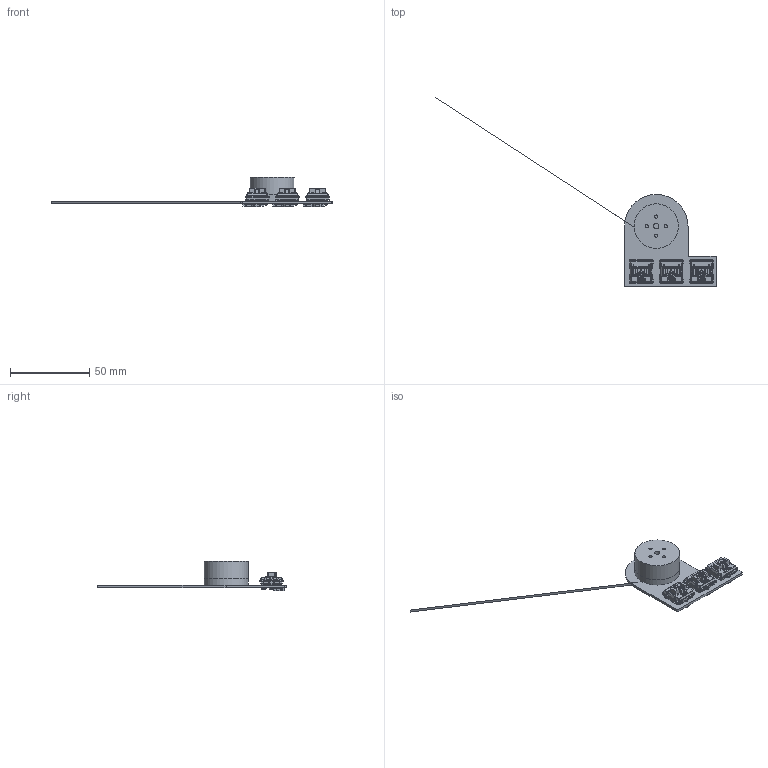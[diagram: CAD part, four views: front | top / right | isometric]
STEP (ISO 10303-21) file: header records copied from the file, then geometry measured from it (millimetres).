
FILE_DESCRIPTION(('KiCad electronic assembly'),'2;1');
FILE_NAME('right-knob-board.step','2026-02-07T23:54:19',('Pcbnew'),( 'Kicad'),'Open CASCADE STEP processor 7.9','KiCad to STEP converter' ,'Unknown');
FILE_SCHEMA(('AUTOMOTIVE_DESIGN { 1 0 10303 214 1 1 1 1 }'));
Length unit declared in the file: millimetre
Products named in the file (27): right-knob-board 1; kailh-choc-black; bottom_stabilizer; contact; pin1; pin2; top_stabilizer; stabilizer; stem_stabilizer; shrunken_spring; kailh-choc-socket; choc_body; contact_a; contact_a1; contact_a2; contact_b; contact001; contact_a001; contact_a003; contact_a004; contact_b001; 2206-100T; Rotor; Stator; sk6812mini-e; right-knob-board_PCB
Assembly tree (32 placements, depth 5):
  right-knob-board 1
    kailh-choc-black  x3
      bottom_stabilizer
      contact
      pin1
      pin2
      top_stabilizer
      stabilizer
      stem_stabilizer
      shrunken_spring
    kailh-choc-socket  x3
      choc_body
      contact
        contact_a
          contact_a1
          contact_a2
        contact_b
      contact001
        contact_a001
          contact_a003
          contact_a004
        contact_b001
    2206-100T
      Rotor
      Stator
    sk6812mini-e  x3
    right-knob-board_PCB
Bounding box: 177 x 119 x 18.5 mm (x, y, z)
Volume: 14606.6 mm3; surface area: 17241.5 mm2
Topology: 63 solids, 64 shells, 4172 faces, 10717 edges, 6720 vertices
Faces by surface type: plane 2473, cylinder 1006, extrusion 192, torus 183, bspline 144, cone 93, sphere 81
Full cylindrical faces by diameter (mm): 0.5 x18, 0.6 x9, 1 x12, 1.7 x3, 1.702 x6, 1.8 x3, 2 x8, 2.2 x4, 2.7 x3, 2.9 x6, 3 x6, 3.2 x3, 3.4 x1, 3.429 x3, 4 x3, 5.5 x1, 9 x1, 28 x2
Entity records: 48507 total; most frequent: CARTESIAN_POINT 12652, ORIENTED_EDGE 7378, DIRECTION 7099, EDGE_CURVE 3691, VECTOR 2705, LINE 2641, VERTEX_POINT 2328, AXIS2_PLACEMENT_3D 2197
